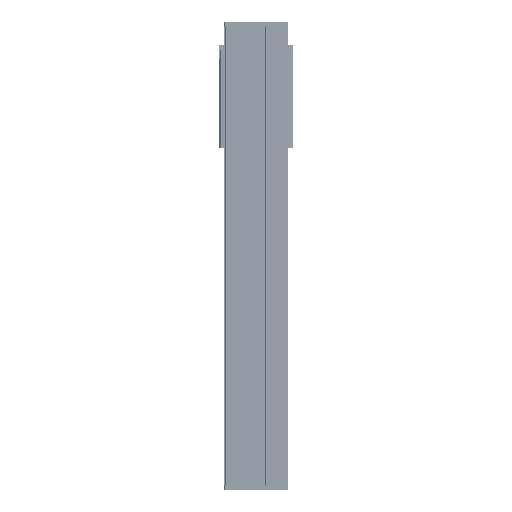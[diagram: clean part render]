
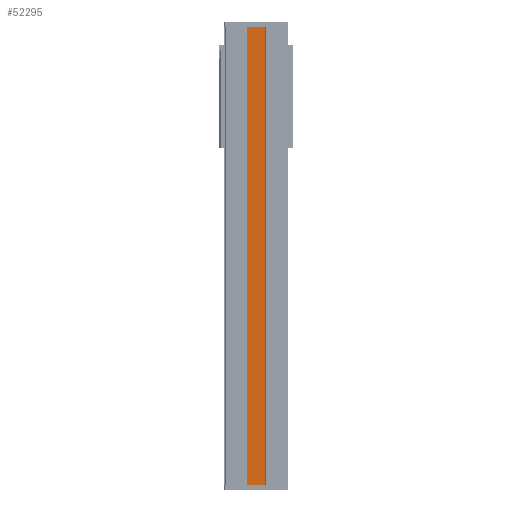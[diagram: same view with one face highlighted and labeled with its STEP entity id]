
A CAD part, front view. The second image highlights one B-rep face of the part: STEP entity #52295.
In plain terms, the highlighted planar face has unit normal (0, -1, 0).
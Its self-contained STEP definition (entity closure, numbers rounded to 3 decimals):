
#1100 = EDGE_CURVE ( 'NONE', #56618, #22815, #7429, .T. ) ;
#2315 = CARTESIAN_POINT ( 'NONE',  ( 0., 3., -1470. ) ) ;
#3384 = LINE ( 'NONE', #67804, #55889 ) ;
#6139 = VECTOR ( 'NONE', #35157, 1000. ) ;
#6711 = VERTEX_POINT ( 'NONE', #36090 ) ;
#7159 = DIRECTION ( 'NONE',  ( 0., 0., 1. ) ) ;
#7429 = LINE ( 'NONE', #20425, #22891 ) ;
#9036 = ORIENTED_EDGE ( 'NONE', *, *, #69618, .T. ) ;
#9861 = PLANE ( 'NONE',  #40019 ) ;
#12787 = CARTESIAN_POINT ( 'NONE',  ( 30., 3., 0. ) ) ;
#15176 = FACE_OUTER_BOUND ( 'NONE', #35729, .T. ) ;
#19218 = CARTESIAN_POINT ( 'NONE',  ( 0., 3., 0. ) ) ;
#20425 = CARTESIAN_POINT ( 'NONE',  ( -30., 3., -1470. ) ) ;
#22815 = VERTEX_POINT ( 'NONE', #36936 ) ;
#22891 = VECTOR ( 'NONE', #7159, 1000. ) ;
#23116 = DIRECTION ( 'NONE',  ( 0., -1., 0. ) ) ;
#28458 = DIRECTION ( 'NONE',  ( 0., 0., 1. ) ) ;
#35157 = DIRECTION ( 'NONE',  ( 1., 0., 0. ) ) ;
#35729 = EDGE_LOOP ( 'NONE', ( #71498, #47361, #9036, #57040 ) ) ;
#36090 = CARTESIAN_POINT ( 'NONE',  ( 30., 3., -1470. ) ) ;
#36936 = CARTESIAN_POINT ( 'NONE',  ( -30., 3., 0. ) ) ;
#37111 = EDGE_CURVE ( 'NONE', #6711, #80612, #3384, .T. ) ;
#39071 = EDGE_CURVE ( 'NONE', #22815, #80612, #83449, .T. ) ;
#40019 = AXIS2_PLACEMENT_3D ( 'NONE', #55852, #23116, #69103 ) ;
#47361 = ORIENTED_EDGE ( 'NONE', *, *, #1100, .F. ) ;
#52295 = ADVANCED_FACE ( 'NONE', ( #15176 ), #9861, .T. ) ;
#55852 = CARTESIAN_POINT ( 'NONE',  ( 0., 3., -1470. ) ) ;
#55889 = VECTOR ( 'NONE', #28458, 1000. ) ;
#56618 = VERTEX_POINT ( 'NONE', #76476 ) ;
#57040 = ORIENTED_EDGE ( 'NONE', *, *, #37111, .T. ) ;
#66001 = VECTOR ( 'NONE', #71852, 1000. ) ;
#67804 = CARTESIAN_POINT ( 'NONE',  ( 30., 3., -1470. ) ) ;
#69103 = DIRECTION ( 'NONE',  ( 0., 0., -1. ) ) ;
#69618 = EDGE_CURVE ( 'NONE', #56618, #6711, #80207, .T. ) ;
#71498 = ORIENTED_EDGE ( 'NONE', *, *, #39071, .F. ) ;
#71852 = DIRECTION ( 'NONE',  ( 1., 0., 0. ) ) ;
#76476 = CARTESIAN_POINT ( 'NONE',  ( -30., 3., -1470. ) ) ;
#80207 = LINE ( 'NONE', #2315, #6139 ) ;
#80612 = VERTEX_POINT ( 'NONE', #12787 ) ;
#83449 = LINE ( 'NONE', #19218, #66001 ) ;
